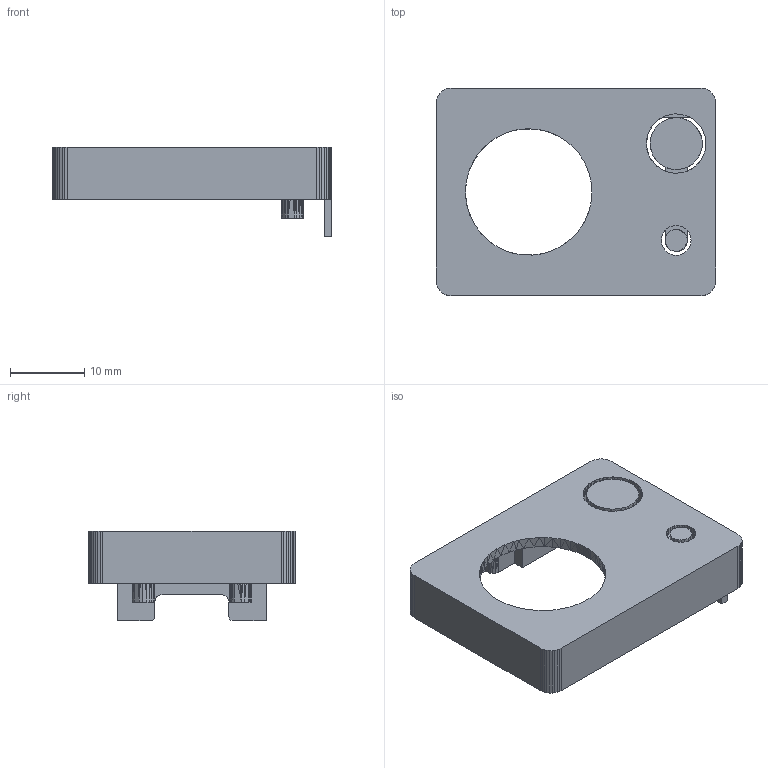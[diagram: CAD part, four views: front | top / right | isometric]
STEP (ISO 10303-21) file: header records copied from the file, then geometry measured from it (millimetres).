
FILE_DESCRIPTION(/* description */ (''),/* implementation_level */ '2;1');
FILE_NAME(/* name */ 'top_case.step',/* time_stamp */ '2026-02-08T12:28:08-05:00',/* author */ (''),/* organization */ (''),/* preprocessor_version */ 'ST-DEVELOPER v20.1',/* originating_system */ 'Autodesk Translation Framework v14.24.0.0',/* authorisation */ '');
FILE_SCHEMA (('AUTOMOTIVE_DESIGN { 1 0 10303 214 3 1 1 }'));
Length unit declared in the file: millimetre
Products named in the file (1): 2026-02-08-12-28-08-322
Bounding box: 37.55 x 27.95 x 12 mm (x, y, z)
Volume: 2975.7 mm3; surface area: 3789.9 mm2
Topology: 1 solids, 1 shells, 1155 faces, 2251 edges, 1099 vertices
Faces by surface type: plane 1155
Entity records: 27257 total; most frequent: DIRECTION 4563, CARTESIAN_POINT 4506, ORIENTED_EDGE 4502, LINE 2251, VECTOR 2251, EDGE_CURVE 2251, EDGE_LOOP 1162, AXIS2_PLACEMENT_3D 1156
